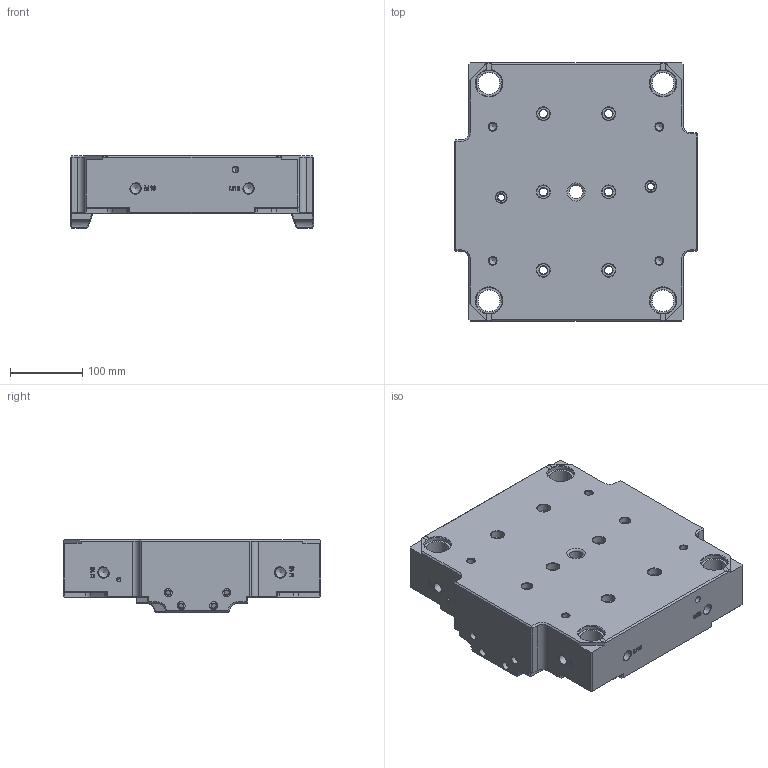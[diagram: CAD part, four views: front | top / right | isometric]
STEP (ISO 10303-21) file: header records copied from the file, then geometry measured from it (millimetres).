
FILE_DESCRIPTION(/* description */ (''),/* implementation_level */ '2;1');
FILE_NAME(/* name */ 'CAVITY HOUSING_IT0588-01.stp',/* time_stamp */ '2025-01-20T16:10:36+06:00',/* author */ (''),/* organization */ (''),/* preprocessor_version */ 'ST-DEVELOPER v16',/* originating_system */ 'SIEMENS PLM Software NX 11.0',/* authorisation */ '');
FILE_SCHEMA (('AUTOMOTIVE_DESIGN { 1 0 10303 214 3 1 1 1 }'));
Length unit declared in the file: millimetre
Products named in the file (1): desi3F68EC8Edr6q
Bounding box: 336 x 356 x 100 mm (x, y, z)
Volume: 6426996.2 mm3; surface area: 477668.1 mm2
Topology: 1 solids, 1 shells, 1081 faces, 2870 edges, 1837 vertices
Faces by surface type: plane 468, cylinder 427, cone 153, extrusion 24, bspline 8, torus 1
Full cylindrical faces by diameter (mm): 4.2 x4, 5 x9, 6.6 x8, 8 x6, 8.8 x2, 9 x2, 10 x2, 10.3 x4, 11 x14, 13 x2, 13.16 x2, 14 x8, 15 x2, 18 x6, 19 x1, 20.5 x4, 30 x6, 30.5 x4, 36 x4
Entity records: 33796 total; most frequent: CARTESIAN_POINT 6974, DIRECTION 5324, ORIENTED_EDGE 5200, EDGE_CURVE 2600, AXIS2_PLACEMENT_3D 2008, VERTEX_POINT 1785, EDGE_LOOP 1408, VECTOR 1308
